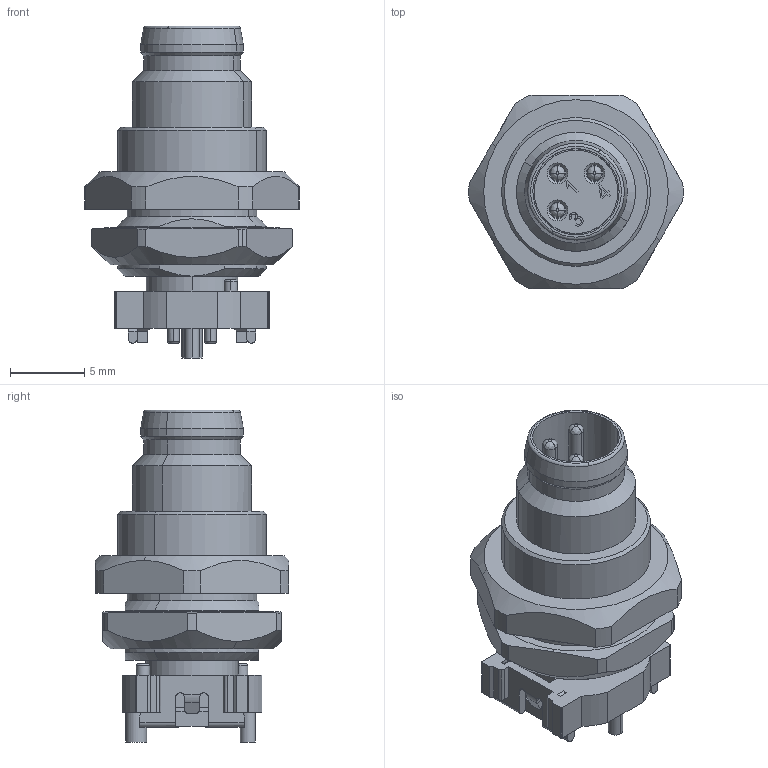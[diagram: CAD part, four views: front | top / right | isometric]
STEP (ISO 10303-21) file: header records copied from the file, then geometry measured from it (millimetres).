
FILE_DESCRIPTION(('CATIA V5R24 STEP','CAx-IF Rec.Pracs.--- Model Styling and Organization---1.2---2011-12-15'),'2;1');
FILE_NAME ('D1461792_0_2422260000_2422260000.stp','2017-05-11T05:35:59+00:00',('none'),('Weidmueller'),'CATIA Version 5-6 Release 2014 SP4 HF52','CATIA V5 STEP AP214','none');
FILE_SCHEMA(('AUTOMOTIVE_DESIGN { 1 0 10303 214 1 1 1 1 }'));
Length unit declared in the file: millimetre
Products named in the file (1): v5-standard_part
Bounding box: 14.39 x 13 x 22.3 mm (x, y, z)
Volume: 1389.6 mm3; surface area: 1641.6 mm2
Topology: 1 solids, 1 shells, 375 faces, 1017 edges, 667 vertices
Faces by surface type: plane 163, cylinder 124, bspline 38, cone 32, torus 18
Entity records: 13836 total; most frequent: CARTESIAN_POINT 4665, ORIENTED_EDGE 2018, DIRECTION 1414, EDGE_CURVE 1009, VERTEX_POINT 663, AXIS2_PLACEMENT_3D 577, VECTOR 500, LINE 500
